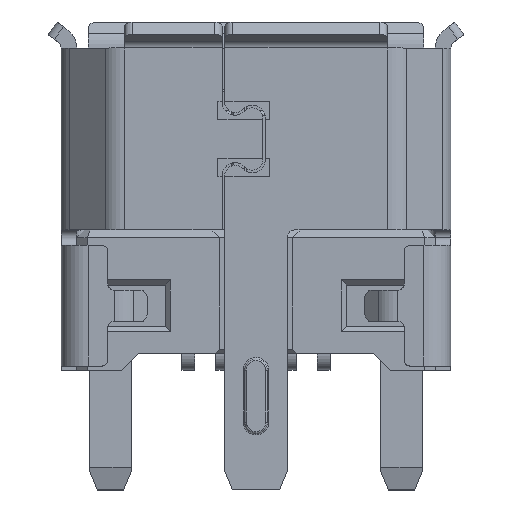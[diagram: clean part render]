
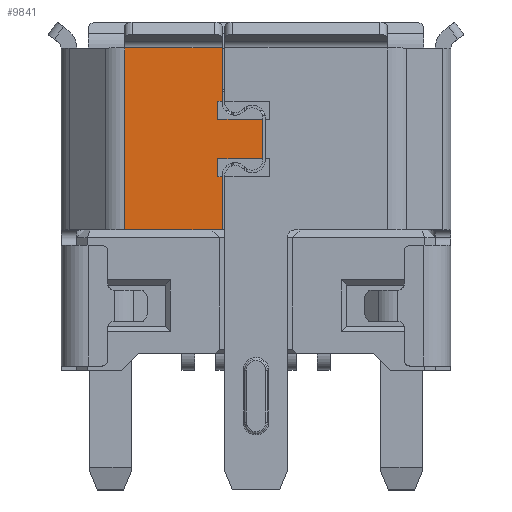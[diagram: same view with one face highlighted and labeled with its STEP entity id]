
A CAD part, top view. The second image highlights one B-rep face of the part: STEP entity #9841.
In plain terms, the highlighted planar face has unit normal (0, 0, 1).
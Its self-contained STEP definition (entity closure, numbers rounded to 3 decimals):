
#359 = VERTEX_POINT ( 'NONE', #7534 ) ;
#376 = VERTEX_POINT ( 'NONE', #12714 ) ;
#625 = DIRECTION ( 'NONE',  ( 1., 0., 0. ) ) ;
#694 = ORIENTED_EDGE ( 'NONE', *, *, #15435, .T. ) ;
#1050 = VERTEX_POINT ( 'NONE', #13215 ) ;
#1076 = EDGE_CURVE ( 'NONE', #14365, #6444, #1758, .T. ) ;
#1232 = CARTESIAN_POINT ( 'NONE',  ( -2.53, 5.178, 2.3 ) ) ;
#1421 = CARTESIAN_POINT ( 'NONE',  ( 0.13, 2.7, 2.3 ) ) ;
#1443 = LINE ( 'NONE', #9787, #15576 ) ;
#1456 = EDGE_CURVE ( 'NONE', #376, #7218, #1739, .T. ) ;
#1475 = DIRECTION ( 'NONE',  ( 0., 1., 0. ) ) ;
#1542 = LINE ( 'NONE', #13480, #3817 ) ;
#1631 = CARTESIAN_POINT ( 'NONE',  ( -2.53, 3.722, 2.3 ) ) ;
#1739 = LINE ( 'NONE', #5098, #6042 ) ;
#1758 = LINE ( 'NONE', #2598, #13883 ) ;
#1960 = CARTESIAN_POINT ( 'NONE',  ( -0.735, 4.072, 2.3 ) ) ;
#2139 = EDGE_CURVE ( 'NONE', #359, #376, #7089, .T. ) ;
#2258 = VECTOR ( 'NONE', #2798, 1000. ) ;
#2426 = LINE ( 'NONE', #1631, #10853 ) ;
#2598 = CARTESIAN_POINT ( 'NONE',  ( -2.53, 4.828, 2.3 ) ) ;
#2694 = CARTESIAN_POINT ( 'NONE',  ( -0.65, 3.722, 2.3 ) ) ;
#2798 = DIRECTION ( 'NONE',  ( 0., 1., 0. ) ) ;
#2895 = ORIENTED_EDGE ( 'NONE', *, *, #2139, .T. ) ;
#3381 = CARTESIAN_POINT ( 'NONE',  ( 0.13, 4.072, 2.3 ) ) ;
#3481 = VERTEX_POINT ( 'NONE', #11242 ) ;
#3817 = VECTOR ( 'NONE', #13541, 1000. ) ;
#4639 = AXIS2_PLACEMENT_3D ( 'NONE', #9006, #10338, #10285 ) ;
#4793 = VERTEX_POINT ( 'NONE', #7797 ) ;
#5098 = CARTESIAN_POINT ( 'NONE',  ( -0.65, 2.7, 2.3 ) ) ;
#5183 = VERTEX_POINT ( 'NONE', #2694 ) ;
#5337 = DIRECTION ( 'NONE',  ( -1., 0., 0. ) ) ;
#5448 = LINE ( 'NONE', #9273, #11424 ) ;
#5468 = DIRECTION ( 'NONE',  ( -1., 0., 0. ) ) ;
#5812 = VERTEX_POINT ( 'NONE', #9708 ) ;
#6042 = VECTOR ( 'NONE', #17001, 1000. ) ;
#6288 = ORIENTED_EDGE ( 'NONE', *, *, #15901, .T. ) ;
#6333 = ORIENTED_EDGE ( 'NONE', *, *, #14157, .T. ) ;
#6444 = VERTEX_POINT ( 'NONE', #11274 ) ;
#6840 = CARTESIAN_POINT ( 'NONE',  ( -2.53, 2.7, 2.3 ) ) ;
#6914 = DIRECTION ( 'NONE',  ( 0., 1., 0. ) ) ;
#6943 = DIRECTION ( 'NONE',  ( 0., 1., 0. ) ) ;
#7089 = LINE ( 'NONE', #1232, #15251 ) ;
#7218 = VERTEX_POINT ( 'NONE', #13674 ) ;
#7534 = CARTESIAN_POINT ( 'NONE',  ( -0.735, 5.178, 2.3 ) ) ;
#7585 = EDGE_CURVE ( 'NONE', #5183, #4793, #2426, .T. ) ;
#7698 = DIRECTION ( 'NONE',  ( 0., 1., 0. ) ) ;
#7797 = CARTESIAN_POINT ( 'NONE',  ( -0.735, 3.722, 2.3 ) ) ;
#7841 = CARTESIAN_POINT ( 'NONE',  ( -0.735, 2.7, 2.3 ) ) ;
#8127 = VERTEX_POINT ( 'NONE', #3381 ) ;
#8868 = VECTOR ( 'NONE', #1475, 1000. ) ;
#8909 = EDGE_CURVE ( 'NONE', #5812, #3481, #5448, .T. ) ;
#8934 = LINE ( 'NONE', #9648, #10585 ) ;
#9006 = CARTESIAN_POINT ( 'NONE',  ( -2.53, 2.7, 2.3 ) ) ;
#9273 = CARTESIAN_POINT ( 'NONE',  ( -2.53, 2.7, 2.3 ) ) ;
#9456 = LINE ( 'NONE', #7841, #2258 ) ;
#9648 = CARTESIAN_POINT ( 'NONE',  ( -0.65, 2.7, 2.3 ) ) ;
#9708 = CARTESIAN_POINT ( 'NONE',  ( -2.53, 2.7, 2.3 ) ) ;
#9787 = CARTESIAN_POINT ( 'NONE',  ( -2.53, 4.072, 2.3 ) ) ;
#9841 = ADVANCED_FACE ( 'NONE', ( #11627 ), #12819, .T. ) ;
#10275 = EDGE_LOOP ( 'NONE', ( #14433, #6288, #2895, #14594, #6333, #10290, #11207, #14735, #11127, #11204, #11243, #694 ) ) ;
#10285 = DIRECTION ( 'NONE',  ( 1., 0., 0. ) ) ;
#10290 = ORIENTED_EDGE ( 'NONE', *, *, #8909, .F. ) ;
#10338 = DIRECTION ( 'NONE',  ( 0., 0., 1. ) ) ;
#10434 = DIRECTION ( 'NONE',  ( 1., 0., 0. ) ) ;
#10585 = VECTOR ( 'NONE', #6943, 1000. ) ;
#10853 = VECTOR ( 'NONE', #5468, 1000. ) ;
#11127 = ORIENTED_EDGE ( 'NONE', *, *, #7585, .T. ) ;
#11204 = ORIENTED_EDGE ( 'NONE', *, *, #11280, .T. ) ;
#11207 = ORIENTED_EDGE ( 'NONE', *, *, #11437, .F. ) ;
#11242 = CARTESIAN_POINT ( 'NONE',  ( -2.53, 6.2, 2.3 ) ) ;
#11243 = ORIENTED_EDGE ( 'NONE', *, *, #16757, .T. ) ;
#11274 = CARTESIAN_POINT ( 'NONE',  ( -0.735, 4.828, 2.3 ) ) ;
#11280 = EDGE_CURVE ( 'NONE', #4793, #16763, #11354, .T. ) ;
#11354 = LINE ( 'NONE', #14393, #13184 ) ;
#11424 = VECTOR ( 'NONE', #6914, 1000. ) ;
#11437 = EDGE_CURVE ( 'NONE', #1050, #5812, #15853, .T. ) ;
#11627 = FACE_OUTER_BOUND ( 'NONE', #10275, .T. ) ;
#12714 = CARTESIAN_POINT ( 'NONE',  ( -0.65, 5.178, 2.3 ) ) ;
#12819 = PLANE ( 'NONE',  #4639 ) ;
#13184 = VECTOR ( 'NONE', #7698, 1000. ) ;
#13215 = CARTESIAN_POINT ( 'NONE',  ( -0.65, 2.7, 2.3 ) ) ;
#13480 = CARTESIAN_POINT ( 'NONE',  ( -2.53, 6.2, 2.3 ) ) ;
#13541 = DIRECTION ( 'NONE',  ( -1., 0., 0. ) ) ;
#13651 = CARTESIAN_POINT ( 'NONE',  ( 0.13, 4.828, 2.3 ) ) ;
#13674 = CARTESIAN_POINT ( 'NONE',  ( -0.65, 6.2, 2.3 ) ) ;
#13883 = VECTOR ( 'NONE', #5337, 1000. ) ;
#14157 = EDGE_CURVE ( 'NONE', #7218, #3481, #1542, .T. ) ;
#14177 = LINE ( 'NONE', #1421, #8868 ) ;
#14193 = EDGE_CURVE ( 'NONE', #1050, #5183, #8934, .T. ) ;
#14365 = VERTEX_POINT ( 'NONE', #13651 ) ;
#14393 = CARTESIAN_POINT ( 'NONE',  ( -0.735, 2.7, 2.3 ) ) ;
#14433 = ORIENTED_EDGE ( 'NONE', *, *, #1076, .T. ) ;
#14594 = ORIENTED_EDGE ( 'NONE', *, *, #1456, .T. ) ;
#14628 = DIRECTION ( 'NONE',  ( -1., 0., 0. ) ) ;
#14735 = ORIENTED_EDGE ( 'NONE', *, *, #14193, .T. ) ;
#15250 = VECTOR ( 'NONE', #14628, 1000. ) ;
#15251 = VECTOR ( 'NONE', #10434, 1000. ) ;
#15435 = EDGE_CURVE ( 'NONE', #8127, #14365, #14177, .T. ) ;
#15576 = VECTOR ( 'NONE', #625, 1000. ) ;
#15853 = LINE ( 'NONE', #6840, #15250 ) ;
#15901 = EDGE_CURVE ( 'NONE', #6444, #359, #9456, .T. ) ;
#16757 = EDGE_CURVE ( 'NONE', #16763, #8127, #1443, .T. ) ;
#16763 = VERTEX_POINT ( 'NONE', #1960 ) ;
#17001 = DIRECTION ( 'NONE',  ( 0., 1., 0. ) ) ;
